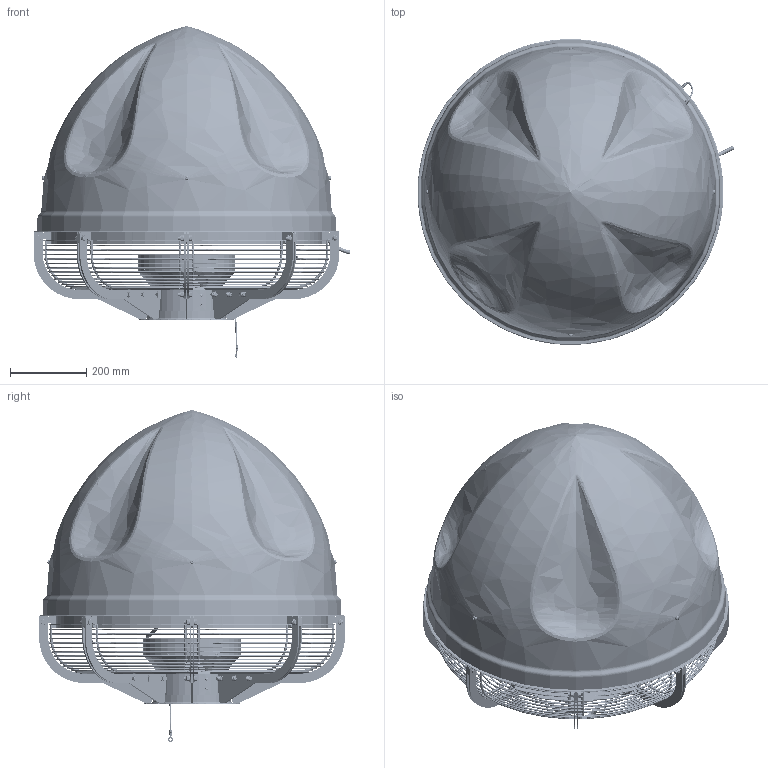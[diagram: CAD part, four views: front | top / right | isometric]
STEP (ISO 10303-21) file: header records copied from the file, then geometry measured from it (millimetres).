
FILE_DESCRIPTION(/* description */ ('808W73 SPARK-S-200/1500/Ex','CAx-IF Rec.Pracs.---Representation and Presentation of Product Manufacturing Information (PMI)---4.0---2014-10-13'),/* implementation_level */ '2;1');
FILE_NAME(/* name */ '808W73 SPARK-S-200_1500_Ex.stp',/* time_stamp */ '2022-05-11T07:56:58+02:00',/* author */ ('b.kitowicz'),/* organization */ ('KLIMAWENT S.A.'),/* preprocessor_version */ 'ST-DEVELOPER v18.1',/* originating_system */ 'Autodesk Inventor 2021',/* authorisation */ '');
FILE_SCHEMA (('AP242_MANAGED_MODEL_BASED_3D_ENGINEERING_MIM_LF { 1 0 10303 442 1 1 4 }'));
Products named in the file (1): ~~
Bounding box: 828.67 x 800 x 868.27 mm (x, y, z)
Volume: 11596426.8 mm3; surface area: 5805681.5 mm2
Topology: 24 solids, 24 shells, 7428 faces, 19976 edges, 13021 vertices
Faces by surface type: plane 3817, bspline 1515, cylinder 1197, cone 653, torus 221, sphere 25
Full cylindrical faces by diameter (mm): 3 x19, 3.2 x12, 3.3 x6, 3.5 x17, 4.3 x1, 4.5 x10, 4.8 x3, 4.917 x1, 5.5 x10, 6 x54, 6.4 x4, 6.5 x23, 7 x9, 8 x64, 8.4 x16, 8.5 x8, 8.88 x2, 9 x17, 9.2 x4, 10 x17, 10.5 x4, 11.63 x96, 12 x4, 12.2 x4, 12.5 x1, 14.5 x1, 14.63 x4, 16 x81, 19 x1, 20 x1
Entity records: 304316 total; most frequent: CARTESIAN_POINT 119899, ORIENTED_EDGE 40138, DIRECTION 31506, EDGE_CURVE 20069, VERTEX_POINT 13182, AXIS2_PLACEMENT_3D 10845, LINE 9816, VECTOR 9816
